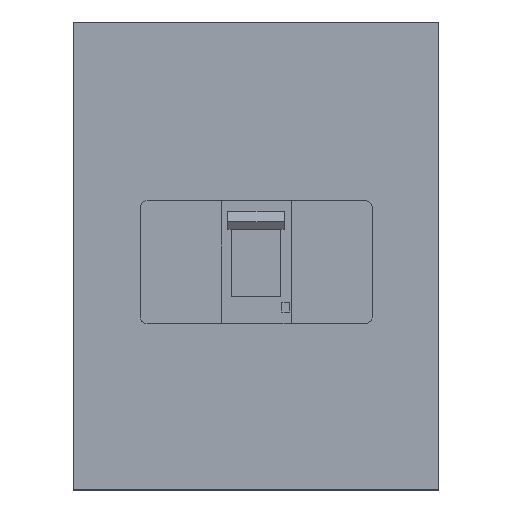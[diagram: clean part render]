
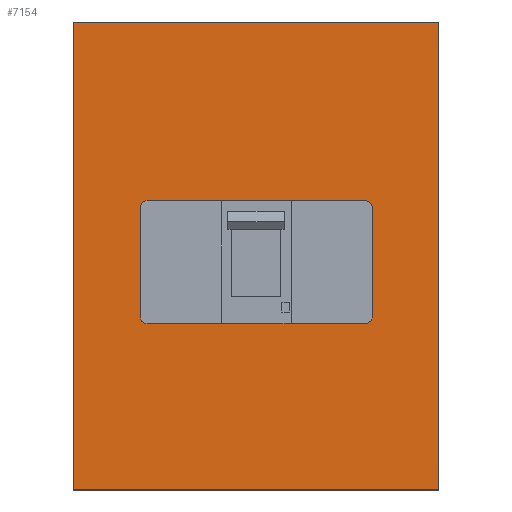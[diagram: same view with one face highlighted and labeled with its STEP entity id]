
A CAD part, top view. The second image highlights one B-rep face of the part: STEP entity #7154.
In plain terms, the highlighted planar face has unit normal (0, 0, 1).
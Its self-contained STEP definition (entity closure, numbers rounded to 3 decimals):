
#77 = VERTEX_POINT ( 'NONE', #6272 ) ;
#79 = DIRECTION ( 'NONE',  ( 1., 0., 0. ) ) ;
#423 = VECTOR ( 'NONE', #2748, 1000. ) ;
#455 = CARTESIAN_POINT ( 'NONE',  ( -84.8, -44.5, -302.4 ) ) ;
#488 = DIRECTION ( 'NONE',  ( 0., 0., 1. ) ) ;
#686 = CARTESIAN_POINT ( 'NONE',  ( 133.8, -49.5, -302.4 ) ) ;
#718 = LINE ( 'NONE', #8976, #3592 ) ;
#727 = LINE ( 'NONE', #686, #423 ) ;
#934 = VERTEX_POINT ( 'NONE', #12304 ) ;
#1009 = DIRECTION ( 'NONE',  ( 0., 1., 0. ) ) ;
#1140 = AXIS2_PLACEMENT_3D ( 'NONE', #11733, #5883, #79 ) ;
#1280 = ORIENTED_EDGE ( 'NONE', *, *, #2529, .F. ) ;
#1322 = LINE ( 'NONE', #6727, #3610 ) ;
#1547 = EDGE_CURVE ( 'NONE', #9463, #4929, #727, .T. ) ;
#1578 = DIRECTION ( 'NONE',  ( 0., 0., 1. ) ) ;
#1767 = DIRECTION ( 'NONE',  ( 0., -1., 0. ) ) ;
#1777 = VERTEX_POINT ( 'NONE', #455 ) ;
#2161 = CARTESIAN_POINT ( 'NONE',  ( 80.2, -49.5, -302.4 ) ) ;
#2529 = EDGE_CURVE ( 'NONE', #1777, #9463, #7082, .T. ) ;
#2600 = CARTESIAN_POINT ( 'NONE',  ( -134., -171.5, -302.4 ) ) ;
#2690 = EDGE_LOOP ( 'NONE', ( #5528, #8114, #11878, #5772 ) ) ;
#2711 = LINE ( 'NONE', #5259, #4987 ) ;
#2748 = DIRECTION ( 'NONE',  ( 1., 0., 0. ) ) ;
#2923 = EDGE_CURVE ( 'NONE', #934, #5333, #3723, .T. ) ;
#3002 = DIRECTION ( 'NONE',  ( 0., 0., 1. ) ) ;
#3079 = CARTESIAN_POINT ( 'NONE',  ( 133.8, 40.5, -302.4 ) ) ;
#3112 = DIRECTION ( 'NONE',  ( 0., 0., -1. ) ) ;
#3592 = VECTOR ( 'NONE', #6944, 1000. ) ;
#3610 = VECTOR ( 'NONE', #4777, 1000. ) ;
#3723 = LINE ( 'NONE', #3079, #6002 ) ;
#3733 = VERTEX_POINT ( 'NONE', #12076 ) ;
#3848 = CARTESIAN_POINT ( 'NONE',  ( 134., -171.5, -302.4 ) ) ;
#3907 = ORIENTED_EDGE ( 'NONE', *, *, #5730, .F. ) ;
#3925 = EDGE_CURVE ( 'NONE', #4929, #3733, #12105, .T. ) ;
#4173 = CARTESIAN_POINT ( 'NONE',  ( -134., 171.5, -302.4 ) ) ;
#4254 = ORIENTED_EDGE ( 'NONE', *, *, #3925, .F. ) ;
#4575 = ORIENTED_EDGE ( 'NONE', *, *, #1547, .F. ) ;
#4777 = DIRECTION ( 'NONE',  ( 1., 0., 0. ) ) ;
#4878 = AXIS2_PLACEMENT_3D ( 'NONE', #8974, #3112, #9960 ) ;
#4929 = VERTEX_POINT ( 'NONE', #2161 ) ;
#4987 = VECTOR ( 'NONE', #12082, 1000. ) ;
#5063 = VECTOR ( 'NONE', #1009, 1000. ) ;
#5068 = CIRCLE ( 'NONE', #9683, 5. ) ;
#5259 = CARTESIAN_POINT ( 'NONE',  ( -84.8, -171.5, -302.4 ) ) ;
#5333 = VERTEX_POINT ( 'NONE', #8754 ) ;
#5499 = VERTEX_POINT ( 'NONE', #3848 ) ;
#5528 = ORIENTED_EDGE ( 'NONE', *, *, #10757, .F. ) ;
#5536 = LINE ( 'NONE', #6611, #5828 ) ;
#5604 = CARTESIAN_POINT ( 'NONE',  ( -84.8, 35.5, -302.4 ) ) ;
#5730 = EDGE_CURVE ( 'NONE', #11756, #1777, #2711, .T. ) ;
#5747 = EDGE_LOOP ( 'NONE', ( #1280, #3907, #11918, #8635, #12024, #12235, #4254, #4575 ) ) ;
#5772 = ORIENTED_EDGE ( 'NONE', *, *, #6898, .F. ) ;
#5828 = VECTOR ( 'NONE', #1767, 1000. ) ;
#5883 = DIRECTION ( 'NONE',  ( 0., 0., 1. ) ) ;
#6002 = VECTOR ( 'NONE', #8947, 1000. ) ;
#6119 = EDGE_CURVE ( 'NONE', #5499, #9930, #718, .T. ) ;
#6156 = VERTEX_POINT ( 'NONE', #4173 ) ;
#6272 = CARTESIAN_POINT ( 'NONE',  ( 85.2, 35.5, -302.4 ) ) ;
#6293 = CARTESIAN_POINT ( 'NONE',  ( -134., -171.5, -302.4 ) ) ;
#6301 = CARTESIAN_POINT ( 'NONE',  ( -79.8, -44.5, -302.4 ) ) ;
#6427 = FACE_BOUND ( 'NONE', #5747, .T. ) ;
#6522 = AXIS2_PLACEMENT_3D ( 'NONE', #7426, #1578, #8404 ) ;
#6611 = CARTESIAN_POINT ( 'NONE',  ( 134., -171.5, -302.4 ) ) ;
#6727 = CARTESIAN_POINT ( 'NONE',  ( 133.8, 171.5, -302.4 ) ) ;
#6898 = EDGE_CURVE ( 'NONE', #7656, #5499, #5536, .T. ) ;
#6944 = DIRECTION ( 'NONE',  ( -1., 0., 0. ) ) ;
#7044 = EDGE_CURVE ( 'NONE', #3733, #77, #10280, .T. ) ;
#7082 = CIRCLE ( 'NONE', #10350, 5. ) ;
#7154 = ADVANCED_FACE ( 'NONE', ( #11007, #6427 ), #9908, .F. ) ;
#7284 = DIRECTION ( 'NONE',  ( 1., 0., 0. ) ) ;
#7368 = EDGE_CURVE ( 'NONE', #5333, #11756, #12065, .T. ) ;
#7426 = CARTESIAN_POINT ( 'NONE',  ( 80.2, -44.5, -302.4 ) ) ;
#7656 = VERTEX_POINT ( 'NONE', #12300 ) ;
#8114 = ORIENTED_EDGE ( 'NONE', *, *, #8621, .F. ) ;
#8404 = DIRECTION ( 'NONE',  ( 1., 0., 0. ) ) ;
#8621 = EDGE_CURVE ( 'NONE', #9930, #6156, #9589, .T. ) ;
#8635 = ORIENTED_EDGE ( 'NONE', *, *, #2923, .F. ) ;
#8661 = CARTESIAN_POINT ( 'NONE',  ( -79.8, -49.5, -302.4 ) ) ;
#8754 = CARTESIAN_POINT ( 'NONE',  ( -79.8, 40.5, -302.4 ) ) ;
#8803 = CARTESIAN_POINT ( 'NONE',  ( 85.2, -171.5, -302.4 ) ) ;
#8851 = CARTESIAN_POINT ( 'NONE',  ( 80.2, 35.5, -302.4 ) ) ;
#8947 = DIRECTION ( 'NONE',  ( -1., 0., 0. ) ) ;
#8974 = CARTESIAN_POINT ( 'NONE',  ( 133.8, -171.5, -302.4 ) ) ;
#8976 = CARTESIAN_POINT ( 'NONE',  ( 133.8, -171.5, -302.4 ) ) ;
#9285 = VECTOR ( 'NONE', #11385, 1000. ) ;
#9463 = VERTEX_POINT ( 'NONE', #8661 ) ;
#9589 = LINE ( 'NONE', #2600, #9285 ) ;
#9683 = AXIS2_PLACEMENT_3D ( 'NONE', #8851, #3002, #9839 ) ;
#9839 = DIRECTION ( 'NONE',  ( 1., 0., 0. ) ) ;
#9908 = PLANE ( 'NONE',  #4878 ) ;
#9930 = VERTEX_POINT ( 'NONE', #6293 ) ;
#9960 = DIRECTION ( 'NONE',  ( -1., 0., 0. ) ) ;
#10280 = LINE ( 'NONE', #8803, #5063 ) ;
#10350 = AXIS2_PLACEMENT_3D ( 'NONE', #6301, #488, #7284 ) ;
#10757 = EDGE_CURVE ( 'NONE', #6156, #7656, #1322, .T. ) ;
#11007 = FACE_OUTER_BOUND ( 'NONE', #2690, .T. ) ;
#11385 = DIRECTION ( 'NONE',  ( 0., 1., 0. ) ) ;
#11733 = CARTESIAN_POINT ( 'NONE',  ( -79.8, 35.5, -302.4 ) ) ;
#11756 = VERTEX_POINT ( 'NONE', #5604 ) ;
#11878 = ORIENTED_EDGE ( 'NONE', *, *, #6119, .F. ) ;
#11918 = ORIENTED_EDGE ( 'NONE', *, *, #7368, .F. ) ;
#11973 = EDGE_CURVE ( 'NONE', #77, #934, #5068, .T. ) ;
#12024 = ORIENTED_EDGE ( 'NONE', *, *, #11973, .F. ) ;
#12065 = CIRCLE ( 'NONE', #1140, 5. ) ;
#12076 = CARTESIAN_POINT ( 'NONE',  ( 85.2, -44.5, -302.4 ) ) ;
#12082 = DIRECTION ( 'NONE',  ( 0., -1., 0. ) ) ;
#12105 = CIRCLE ( 'NONE', #6522, 5. ) ;
#12235 = ORIENTED_EDGE ( 'NONE', *, *, #7044, .F. ) ;
#12300 = CARTESIAN_POINT ( 'NONE',  ( 134., 171.5, -302.4 ) ) ;
#12304 = CARTESIAN_POINT ( 'NONE',  ( 80.2, 40.5, -302.4 ) ) ;
